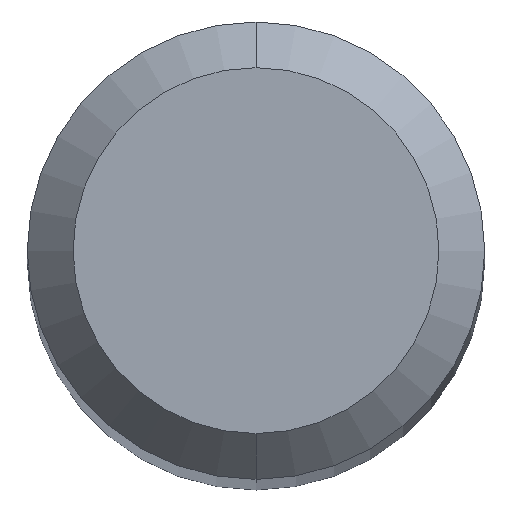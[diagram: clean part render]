
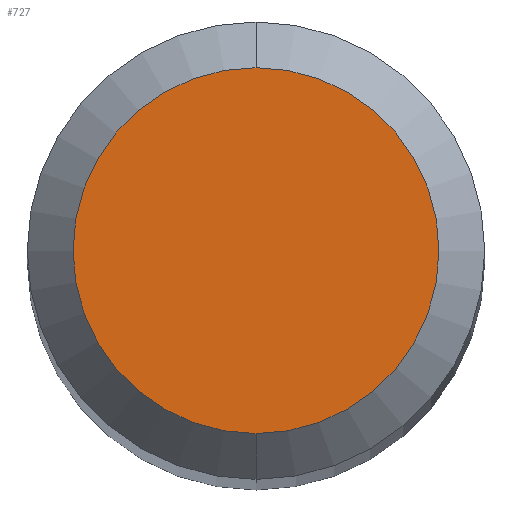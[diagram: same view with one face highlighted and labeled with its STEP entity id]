
A CAD part, top view. The second image highlights one B-rep face of the part: STEP entity #727.
In plain terms, the highlighted planar face has unit normal (0, 0, 1).
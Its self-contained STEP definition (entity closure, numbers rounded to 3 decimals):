
#559=VERTEX_POINT('',#1235);
#635=EDGE_CURVE('',#685,#559,#1314,.T.);
#685=VERTEX_POINT('',#1368);
#727=ADVANCED_FACE('',(#1414),#1415,.T.);
#913=EDGE_CURVE('',#559,#685,#1619,.T.);
#1235=CARTESIAN_POINT('',(0.,-1.2,0.0));
#1314=CIRCLE('',#5534,1.2);
#1368=CARTESIAN_POINT('',(0.0,1.2,0.0));
#1414=FACE_OUTER_BOUND('',#5844,.T.);
#1415=PLANE('',#5845);
#1619=CIRCLE('',#7236,1.2);
#5534=AXIS2_PLACEMENT_3D('',#9534,#9535,#9536);
#5844=EDGE_LOOP('',(#9629,#9630));
#5845=AXIS2_PLACEMENT_3D('',#9631,#9632,#9633);
#7236=AXIS2_PLACEMENT_3D('',#9860,#9861,#9862);
#9534=CARTESIAN_POINT('',(0.0,0.0,0.0));
#9535=DIRECTION('',(0.0,0.0,-1.0));
#9536=DIRECTION('',(0.0,1.0,0.0));
#9629=ORIENTED_EDGE('',*,*,#635,.F.);
#9630=ORIENTED_EDGE('',*,*,#913,.F.);
#9631=CARTESIAN_POINT('',(0.0,0.6,0.0));
#9632=DIRECTION('',(-0.0,0.0,1.0));
#9633=DIRECTION('',(0.0,-1.0,0.0));
#9860=CARTESIAN_POINT('',(0.0,0.0,0.0));
#9861=DIRECTION('',(0.0,0.0,-1.0));
#9862=DIRECTION('',(0.0,1.0,0.0));
